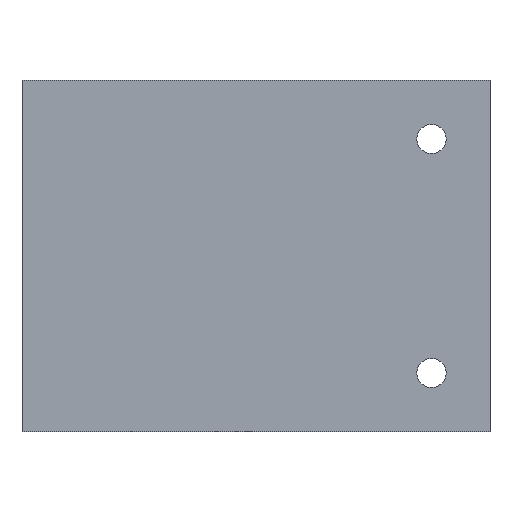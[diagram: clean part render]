
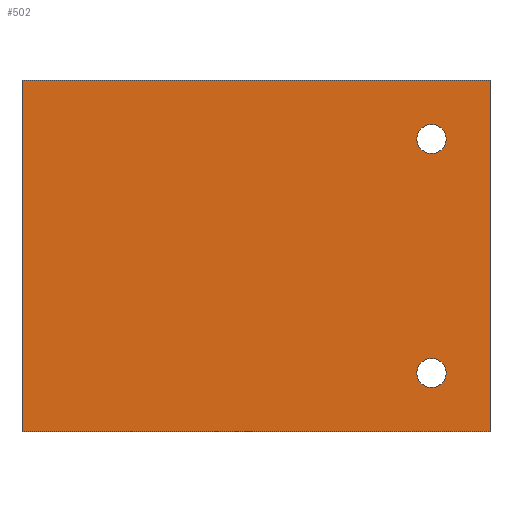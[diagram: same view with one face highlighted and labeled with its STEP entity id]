
A CAD part, front view. The second image highlights one B-rep face of the part: STEP entity #502.
In plain terms, the highlighted planar face has unit normal (0, -1, 0).
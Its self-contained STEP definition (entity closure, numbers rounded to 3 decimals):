
#9 = EDGE_LOOP ( 'NONE', ( #435, #204 ) ) ;
#14 = VERTEX_POINT ( 'NONE', #543 ) ;
#38 = DIRECTION ( 'NONE',  ( 0., 0., 1. ) ) ;
#46 = CARTESIAN_POINT ( 'NONE',  ( 72.5, 0., 10. ) ) ;
#67 = EDGE_CURVE ( 'NONE', #14, #777, #286, .T. ) ;
#70 = VERTEX_POINT ( 'NONE', #781 ) ;
#74 = DIRECTION ( 'NONE',  ( 0., 0., 1. ) ) ;
#76 = CARTESIAN_POINT ( 'NONE',  ( 0., 0., 0. ) ) ;
#101 = EDGE_LOOP ( 'NONE', ( #243, #152, #225, #355 ) ) ;
#149 = DIRECTION ( 'NONE',  ( 0., 0., 1. ) ) ;
#152 = ORIENTED_EDGE ( 'NONE', *, *, #172, .F. ) ;
#162 = ORIENTED_EDGE ( 'NONE', *, *, #431, .T. ) ;
#172 = EDGE_CURVE ( 'NONE', #777, #70, #637, .T. ) ;
#190 = CARTESIAN_POINT ( 'NONE',  ( 67.5, 0., 50. ) ) ;
#192 = LINE ( 'NONE', #253, #754 ) ;
#201 = VERTEX_POINT ( 'NONE', #805 ) ;
#204 = ORIENTED_EDGE ( 'NONE', *, *, #561, .T. ) ;
#225 = ORIENTED_EDGE ( 'NONE', *, *, #67, .F. ) ;
#227 = EDGE_LOOP ( 'NONE', ( #704, #162 ) ) ;
#228 = CARTESIAN_POINT ( 'NONE',  ( 0., 0., 0. ) ) ;
#232 = CIRCLE ( 'NONE', #307, 2.5 ) ;
#241 = DIRECTION ( 'NONE',  ( 0., 1., 0. ) ) ;
#243 = ORIENTED_EDGE ( 'NONE', *, *, #434, .T. ) ;
#253 = CARTESIAN_POINT ( 'NONE',  ( 0., 0., 60. ) ) ;
#276 = VERTEX_POINT ( 'NONE', #46 ) ;
#286 = LINE ( 'NONE', #606, #350 ) ;
#298 = CARTESIAN_POINT ( 'NONE',  ( 0., 0., 60. ) ) ;
#307 = AXIS2_PLACEMENT_3D ( 'NONE', #374, #241, #422 ) ;
#325 = EDGE_CURVE ( 'NONE', #641, #552, #349, .T. ) ;
#340 = VERTEX_POINT ( 'NONE', #228 ) ;
#349 = CIRCLE ( 'NONE', #366, 2.5 ) ;
#350 = VECTOR ( 'NONE', #539, 1000. ) ;
#353 = CARTESIAN_POINT ( 'NONE',  ( 72.5, 0., 50. ) ) ;
#355 = ORIENTED_EDGE ( 'NONE', *, *, #690, .T. ) ;
#357 = PLANE ( 'NONE',  #597 ) ;
#366 = AXIS2_PLACEMENT_3D ( 'NONE', #407, #468, #650 ) ;
#374 = CARTESIAN_POINT ( 'NONE',  ( 70., 0., 10. ) ) ;
#398 = AXIS2_PLACEMENT_3D ( 'NONE', #469, #775, #149 ) ;
#407 = CARTESIAN_POINT ( 'NONE',  ( 70., 0., 50. ) ) ;
#408 = DIRECTION ( 'NONE',  ( 1., 0., 0. ) ) ;
#422 = DIRECTION ( 'NONE',  ( 0., 0., 1. ) ) ;
#426 = FACE_BOUND ( 'NONE', #9, .T. ) ;
#429 = DIRECTION ( 'NONE',  ( 0., 1., 0. ) ) ;
#431 = EDGE_CURVE ( 'NONE', #552, #641, #463, .T. ) ;
#433 = FACE_OUTER_BOUND ( 'NONE', #101, .T. ) ;
#434 = EDGE_CURVE ( 'NONE', #340, #70, #780, .T. ) ;
#435 = ORIENTED_EDGE ( 'NONE', *, *, #821, .T. ) ;
#455 = CARTESIAN_POINT ( 'NONE',  ( 80., 0., 60. ) ) ;
#458 = VECTOR ( 'NONE', #525, 1000. ) ;
#461 = DIRECTION ( 'NONE',  ( 0., 1., 0. ) ) ;
#463 = CIRCLE ( 'NONE', #398, 2.5 ) ;
#468 = DIRECTION ( 'NONE',  ( 0., 1., 0. ) ) ;
#469 = CARTESIAN_POINT ( 'NONE',  ( 70., 0., 50. ) ) ;
#500 = DIRECTION ( 'NONE',  ( 0., 0., -1. ) ) ;
#502 = ADVANCED_FACE ( 'NONE', ( #426, #551, #433 ), #357, .F. ) ;
#518 = CARTESIAN_POINT ( 'NONE',  ( 70., 0., 10. ) ) ;
#524 = CARTESIAN_POINT ( 'NONE',  ( 80., 0., 60. ) ) ;
#525 = DIRECTION ( 'NONE',  ( 0., 0., -1. ) ) ;
#539 = DIRECTION ( 'NONE',  ( 1., 0., 0. ) ) ;
#543 = CARTESIAN_POINT ( 'NONE',  ( 0., 0., 60. ) ) ;
#548 = CIRCLE ( 'NONE', #626, 2.5 ) ;
#551 = FACE_BOUND ( 'NONE', #227, .T. ) ;
#552 = VERTEX_POINT ( 'NONE', #353 ) ;
#561 = EDGE_CURVE ( 'NONE', #276, #201, #232, .T. ) ;
#597 = AXIS2_PLACEMENT_3D ( 'NONE', #298, #429, #38 ) ;
#606 = CARTESIAN_POINT ( 'NONE',  ( 0., 0., 60. ) ) ;
#626 = AXIS2_PLACEMENT_3D ( 'NONE', #518, #461, #74 ) ;
#637 = LINE ( 'NONE', #455, #458 ) ;
#641 = VERTEX_POINT ( 'NONE', #190 ) ;
#650 = DIRECTION ( 'NONE',  ( 0., 0., 1. ) ) ;
#690 = EDGE_CURVE ( 'NONE', #14, #340, #192, .T. ) ;
#704 = ORIENTED_EDGE ( 'NONE', *, *, #325, .T. ) ;
#753 = VECTOR ( 'NONE', #408, 1000. ) ;
#754 = VECTOR ( 'NONE', #500, 1000. ) ;
#775 = DIRECTION ( 'NONE',  ( 0., 1., 0. ) ) ;
#777 = VERTEX_POINT ( 'NONE', #524 ) ;
#780 = LINE ( 'NONE', #76, #753 ) ;
#781 = CARTESIAN_POINT ( 'NONE',  ( 80., 0., 0. ) ) ;
#805 = CARTESIAN_POINT ( 'NONE',  ( 67.5, 0., 10. ) ) ;
#821 = EDGE_CURVE ( 'NONE', #201, #276, #548, .T. ) ;
